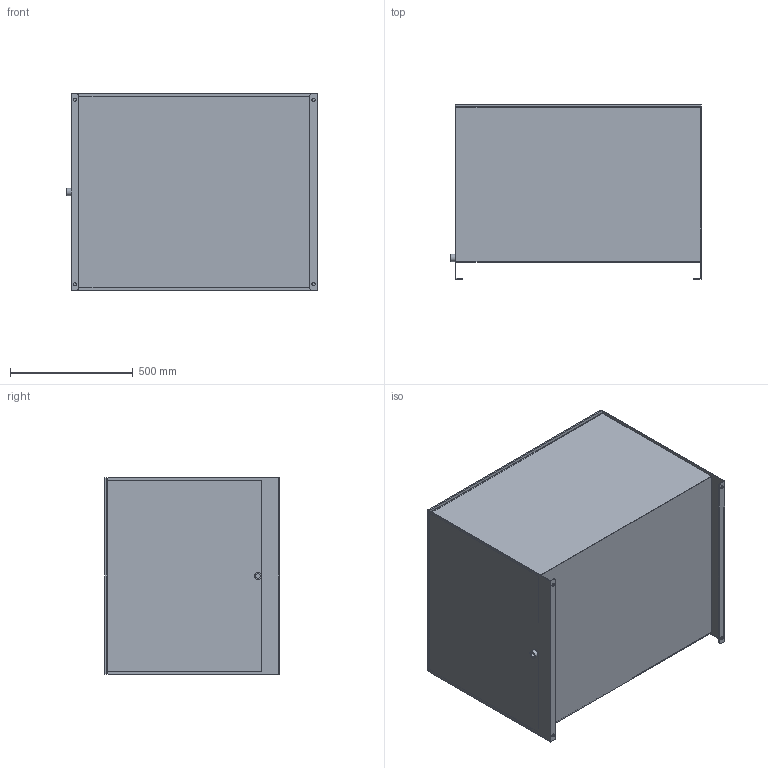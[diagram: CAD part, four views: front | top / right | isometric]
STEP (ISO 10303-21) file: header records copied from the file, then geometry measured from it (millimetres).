
FILE_DESCRIPTION (( 'STEP AP203' ), '1' );
FILE_NAME ('RESERVOIR R1-009 MONOBLOC.STEP', '2015-06-18T10:03:31', ( 'rodrigue' ), ( 'Hewlett-Packard Company' ), 'SwSTEP 2.0', 'SolidWorks 2015', '' );
FILE_SCHEMA (( 'CONFIG_CONTROL_DESIGN' ));
Length unit declared in the file: millimetre
Products named in the file (1): RESERVOIR R1-009 MONOBLOC
Bounding box: 1018 x 709 x 800 mm (x, y, z)
Volume: 16906625.1 mm3; surface area: 9391575.1 mm2
Topology: 1 solids, 2 shells, 89 faces, 199 edges, 133 vertices
Faces by surface type: plane 56, cylinder 33
Full cylindrical faces by diameter (mm): 11 x14, 13 x4, 18.7 x1, 27 x1, 30 x1
Entity records: 2410 total; most frequent: DIRECTION 417, CARTESIAN_POINT 387, ORIENTED_EDGE 342, EDGE_CURVE 171, AXIS2_PLACEMENT_3D 156, EDGE_LOOP 137, VERTEX_POINT 126, FACE_OUTER_BOUND 110
